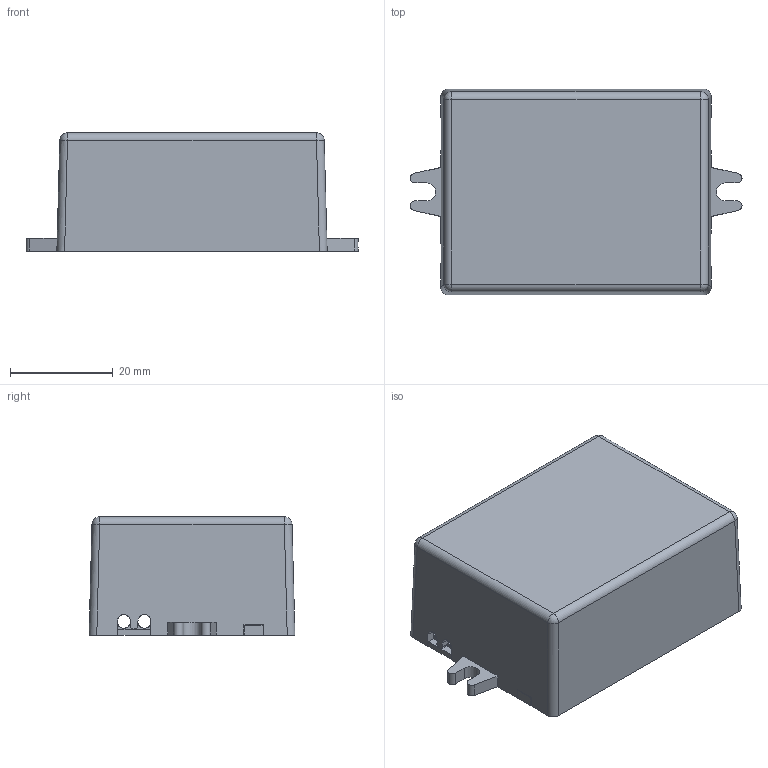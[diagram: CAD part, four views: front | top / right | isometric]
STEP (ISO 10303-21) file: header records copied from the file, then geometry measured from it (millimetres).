
FILE_DESCRIPTION((''),'2;1');
FILE_NAME('LNDC10W500-XAL_ASM','2025-06-16T16:15:22',('a'),(''),'CREO PARAMETRIC BY PTC INC, 2022073','CREO PARAMETRIC BY PTC INC, 2022073','');
FILE_SCHEMA(('CONFIG_CONTROL_DESIGN'));
Length unit declared in the file: millimetre
Products named in the file (3): MAWLNDC10W-XAL-1A_; MAWLNDC10W-XAL-2A_; LNDC10W500-XAL_ASM
Assembly tree (2 placements, depth 2):
  LNDC10W500-XAL_ASM
    MAWLNDC10W-XAL-1A_
    MAWLNDC10W-XAL-2A_
Bounding box: 64.5 x 40 x 23 mm (x, y, z)
Volume: 11206.6 mm3; surface area: 16346.8 mm2
Topology: 2 solids, 2 shells, 184 faces, 508 edges, 332 vertices
Faces by surface type: plane 144, cylinder 36, sphere 4
Entity records: 5980 total; most frequent: CARTESIAN_POINT 1263, ORIENTED_EDGE 1016, DIRECTION 874, EDGE_CURVE 508, VECTOR 436, LINE 436, VERTEX_POINT 332, AXIS2_PLACEMENT_3D 219
